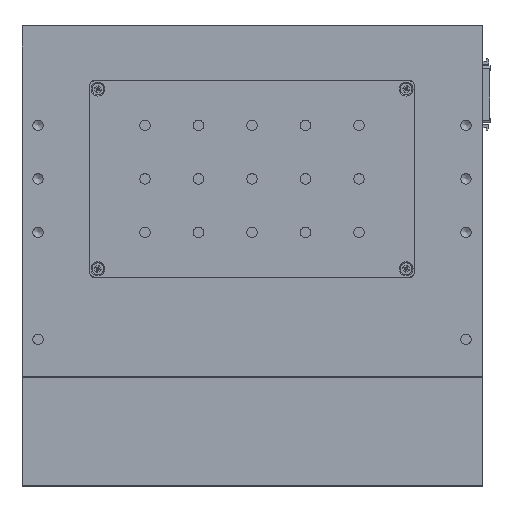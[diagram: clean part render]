
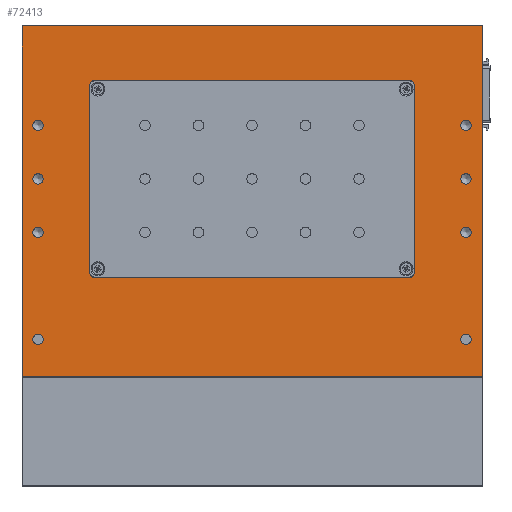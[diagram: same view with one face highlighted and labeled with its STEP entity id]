
A CAD part, top view. The second image highlights one B-rep face of the part: STEP entity #72413.
In plain terms, the highlighted planar face has unit normal (0, 0, 1).
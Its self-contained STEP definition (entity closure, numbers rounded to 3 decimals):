
#3367=FACE_BOUND('',#23936,.T.);
#3368=FACE_BOUND('',#23937,.T.);
#3369=FACE_BOUND('',#23938,.T.);
#3370=FACE_BOUND('',#23939,.T.);
#3371=FACE_BOUND('',#23940,.T.);
#3372=FACE_BOUND('',#23941,.T.);
#3373=FACE_BOUND('',#23942,.T.);
#3374=FACE_BOUND('',#23943,.T.);
#3375=FACE_BOUND('',#23944,.T.);
#8477=LINE('',#127405,#14183);
#8495=LINE('',#127447,#14201);
#8684=LINE('',#128146,#14390);
#8694=LINE('',#128191,#14400);
#8697=LINE('',#128199,#14403);
#8715=LINE('',#128252,#14421);
#8734=LINE('',#128289,#14440);
#8743=LINE('',#128308,#14449);
#14183=VECTOR('',#98508,10.);
#14201=VECTOR('',#98536,10.);
#14390=VECTOR('',#99301,10.);
#14400=VECTOR('',#99341,10.);
#14403=VECTOR('',#99350,10.);
#14421=VECTOR('',#99414,10.);
#14440=VECTOR('',#99445,10.);
#14449=VECTOR('',#99474,10.);
#19544=FACE_OUTER_BOUND('',#23935,.T.);
#23935=EDGE_LOOP('',(#64505,#64506,#64507,#64508));
#23936=EDGE_LOOP('',(#64509));
#23937=EDGE_LOOP('',(#64510));
#23938=EDGE_LOOP('',(#64511));
#23939=EDGE_LOOP('',(#64512));
#23940=EDGE_LOOP('',(#64513));
#23941=EDGE_LOOP('',(#64514));
#23942=EDGE_LOOP('',(#64515));
#23943=EDGE_LOOP('',(#64516));
#23944=EDGE_LOOP('',(#64517,#64518,#64519,#64520,#64521,#64522,#64523,#64524));
#27300=CIRCLE('',#79674,2.459);
#27301=CIRCLE('',#79676,2.459);
#27303=CIRCLE('',#79680,2.459);
#27305=CIRCLE('',#79684,2.459);
#27307=CIRCLE('',#79688,2.459);
#27309=CIRCLE('',#79692,2.459);
#27311=CIRCLE('',#79696,2.459);
#27313=CIRCLE('',#79700,2.459);
#27315=CIRCLE('',#79703,2.5);
#27317=CIRCLE('',#79707,2.5);
#27328=CIRCLE('',#79721,2.5);
#27329=CIRCLE('',#79724,2.5);
#33721=VERTEX_POINT('',#127402);
#33722=VERTEX_POINT('',#127404);
#33741=VERTEX_POINT('',#127445);
#33938=VERTEX_POINT('',#128071);
#33939=VERTEX_POINT('',#128075);
#33942=VERTEX_POINT('',#128084);
#33945=VERTEX_POINT('',#128093);
#33948=VERTEX_POINT('',#128102);
#33951=VERTEX_POINT('',#128111);
#33954=VERTEX_POINT('',#128120);
#33957=VERTEX_POINT('',#128129);
#33960=VERTEX_POINT('',#128136);
#33961=VERTEX_POINT('',#128138);
#33963=VERTEX_POINT('',#128144);
#33966=VERTEX_POINT('',#128151);
#33967=VERTEX_POINT('',#128153);
#33983=VERTEX_POINT('',#128190);
#33984=VERTEX_POINT('',#128194);
#33985=VERTEX_POINT('',#128198);
#34009=VERTEX_POINT('',#128287);
#43863=EDGE_CURVE('',#33722,#33721,#8477,.T.);
#43885=EDGE_CURVE('',#33721,#33741,#8495,.T.);
#44180=EDGE_CURVE('',#33938,#33938,#27300,.T.);
#44182=EDGE_CURVE('',#33939,#33939,#27301,.T.);
#44186=EDGE_CURVE('',#33942,#33942,#27303,.T.);
#44190=EDGE_CURVE('',#33945,#33945,#27305,.T.);
#44194=EDGE_CURVE('',#33948,#33948,#27307,.T.);
#44198=EDGE_CURVE('',#33951,#33951,#27309,.T.);
#44202=EDGE_CURVE('',#33954,#33954,#27311,.T.);
#44206=EDGE_CURVE('',#33957,#33957,#27313,.T.);
#44210=EDGE_CURVE('',#33960,#33961,#27315,.T.);
#44214=EDGE_CURVE('',#33960,#33963,#8684,.T.);
#44217=EDGE_CURVE('',#33966,#33967,#27317,.T.);
#44236=EDGE_CURVE('',#33983,#33967,#8694,.T.);
#44238=EDGE_CURVE('',#33983,#33984,#27328,.T.);
#44240=EDGE_CURVE('',#33985,#33984,#8697,.T.);
#44242=EDGE_CURVE('',#33985,#33963,#27329,.T.);
#44267=EDGE_CURVE('',#33966,#33961,#8715,.T.);
#44286=EDGE_CURVE('',#33741,#34009,#8734,.T.);
#44295=EDGE_CURVE('',#34009,#33722,#8743,.T.);
#64505=ORIENTED_EDGE('',*,*,#43885,.T.);
#64506=ORIENTED_EDGE('',*,*,#44286,.T.);
#64507=ORIENTED_EDGE('',*,*,#44295,.T.);
#64508=ORIENTED_EDGE('',*,*,#43863,.T.);
#64509=ORIENTED_EDGE('',*,*,#44180,.T.);
#64510=ORIENTED_EDGE('',*,*,#44182,.T.);
#64511=ORIENTED_EDGE('',*,*,#44186,.T.);
#64512=ORIENTED_EDGE('',*,*,#44190,.T.);
#64513=ORIENTED_EDGE('',*,*,#44194,.T.);
#64514=ORIENTED_EDGE('',*,*,#44198,.T.);
#64515=ORIENTED_EDGE('',*,*,#44202,.T.);
#64516=ORIENTED_EDGE('',*,*,#44206,.T.);
#64517=ORIENTED_EDGE('',*,*,#44236,.T.);
#64518=ORIENTED_EDGE('',*,*,#44217,.F.);
#64519=ORIENTED_EDGE('',*,*,#44267,.T.);
#64520=ORIENTED_EDGE('',*,*,#44210,.F.);
#64521=ORIENTED_EDGE('',*,*,#44214,.T.);
#64522=ORIENTED_EDGE('',*,*,#44242,.F.);
#64523=ORIENTED_EDGE('',*,*,#44240,.T.);
#64524=ORIENTED_EDGE('',*,*,#44238,.F.);
#68626=PLANE('',#79762);
#72413=ADVANCED_FACE('',(#19544,#3367,#3368,#3369,#3370,#3371,#3372,#3373,
#3374,#3375),#68626,.T.);
#79674=AXIS2_PLACEMENT_3D('',#128072,#99221,#99222);
#79676=AXIS2_PLACEMENT_3D('',#128076,#99226,#99227);
#79680=AXIS2_PLACEMENT_3D('',#128085,#99236,#99237);
#79684=AXIS2_PLACEMENT_3D('',#128094,#99246,#99247);
#79688=AXIS2_PLACEMENT_3D('',#128103,#99256,#99257);
#79692=AXIS2_PLACEMENT_3D('',#128112,#99266,#99267);
#79696=AXIS2_PLACEMENT_3D('',#128121,#99276,#99277);
#79700=AXIS2_PLACEMENT_3D('',#128130,#99286,#99287);
#79703=AXIS2_PLACEMENT_3D('',#128139,#99294,#99295);
#79707=AXIS2_PLACEMENT_3D('',#128154,#99307,#99308);
#79721=AXIS2_PLACEMENT_3D('',#128195,#99345,#99346);
#79724=AXIS2_PLACEMENT_3D('',#128202,#99354,#99355);
#79762=AXIS2_PLACEMENT_3D('',#128309,#99475,#99476);
#98508=DIRECTION('',(0.,-1.,0.));
#98536=DIRECTION('',(1.,0.,0.));
#99221=DIRECTION('center_axis',(0.,0.,
-1.));
#99222=DIRECTION('ref_axis',(-1.,0.,0.));
#99226=DIRECTION('center_axis',(0.,0.,
-1.));
#99227=DIRECTION('ref_axis',(-1.,0.,0.));
#99236=DIRECTION('center_axis',(0.,0.,
-1.));
#99237=DIRECTION('ref_axis',(-1.,0.,0.));
#99246=DIRECTION('center_axis',(0.,0.,
-1.));
#99247=DIRECTION('ref_axis',(-1.,0.,0.));
#99256=DIRECTION('center_axis',(0.,0.,
-1.));
#99257=DIRECTION('ref_axis',(-1.,0.,0.));
#99266=DIRECTION('center_axis',(0.,0.,
-1.));
#99267=DIRECTION('ref_axis',(-1.,0.,0.));
#99276=DIRECTION('center_axis',(0.,0.,
-1.));
#99277=DIRECTION('ref_axis',(-1.,0.,0.));
#99286=DIRECTION('center_axis',(0.,0.,
-1.));
#99287=DIRECTION('ref_axis',(-1.,0.,0.));
#99294=DIRECTION('center_axis',(0.,0.,
1.));
#99295=DIRECTION('ref_axis',(0.707,-0.707,0.));
#99301=DIRECTION('',(-1.,0.,0.));
#99307=DIRECTION('center_axis',(0.,0.,
1.));
#99308=DIRECTION('ref_axis',(0.707,0.707,0.));
#99341=DIRECTION('',(1.,0.,0.));
#99345=DIRECTION('center_axis',(0.,0.,
1.));
#99346=DIRECTION('ref_axis',(-0.707,0.707,0.));
#99350=DIRECTION('',(0.,1.,0.));
#99354=DIRECTION('center_axis',(0.,0.,
1.));
#99355=DIRECTION('ref_axis',(-0.707,-0.707,0.));
#99414=DIRECTION('',(0.,-1.,0.));
#99445=DIRECTION('',(0.,1.,0.));
#99474=DIRECTION('',(-1.,0.,0.));
#99475=DIRECTION('center_axis',(0.,0.,
1.));
#99476=DIRECTION('ref_axis',(-1.,0.,0.));
#127402=CARTESIAN_POINT('',(-69.165,-56.5,24.8));
#127404=CARTESIAN_POINT('',(-69.165,107.5,24.8));
#127405=CARTESIAN_POINT('',(-69.165,-56.5,24.8));
#127445=CARTESIAN_POINT('',(145.835,-56.5,24.8));
#127447=CARTESIAN_POINT('',(145.835,-56.5,24.8));
#128071=CARTESIAN_POINT('',(140.794,-39.,24.8));
#128072=CARTESIAN_POINT('Origin',(138.335,-39.,24.8));
#128075=CARTESIAN_POINT('',(-59.206,-39.,24.8));
#128076=CARTESIAN_POINT('Origin',(-61.665,-39.,24.8));
#128084=CARTESIAN_POINT('',(140.794,61.,24.8));
#128085=CARTESIAN_POINT('Origin',(138.335,61.,24.8));
#128093=CARTESIAN_POINT('',(-59.206,61.,24.8));
#128094=CARTESIAN_POINT('Origin',(-61.665,61.,24.8));
#128102=CARTESIAN_POINT('',(140.794,36.,24.8));
#128103=CARTESIAN_POINT('Origin',(138.335,36.,24.8));
#128111=CARTESIAN_POINT('',(140.794,11.,24.8));
#128112=CARTESIAN_POINT('Origin',(138.335,11.,24.8));
#128120=CARTESIAN_POINT('',(-59.206,11.,24.8));
#128121=CARTESIAN_POINT('Origin',(-61.665,11.,24.8));
#128129=CARTESIAN_POINT('',(-59.206,36.,24.8));
#128130=CARTESIAN_POINT('Origin',(-61.665,36.,24.8));
#128136=CARTESIAN_POINT('',(111.835,-10.,24.8));
#128138=CARTESIAN_POINT('',(114.335,-7.5,24.8));
#128139=CARTESIAN_POINT('Origin',(111.835,-7.5,24.8));
#128144=CARTESIAN_POINT('',(-35.165,-10.,24.8));
#128146=CARTESIAN_POINT('',(76.335,-10.,24.8));
#128151=CARTESIAN_POINT('',(114.335,79.5,24.8));
#128153=CARTESIAN_POINT('',(111.835,82.,24.8));
#128154=CARTESIAN_POINT('Origin',(111.835,79.5,24.8));
#128190=CARTESIAN_POINT('',(-35.165,82.,24.8));
#128191=CARTESIAN_POINT('',(0.335,82.,24.8));
#128194=CARTESIAN_POINT('',(-37.665,79.5,24.8));
#128195=CARTESIAN_POINT('Origin',(-35.165,79.5,24.8));
#128198=CARTESIAN_POINT('',(-37.665,-7.5,24.8));
#128199=CARTESIAN_POINT('',(-37.665,7.75,24.8));
#128202=CARTESIAN_POINT('Origin',(-35.165,-7.5,24.8));
#128252=CARTESIAN_POINT('',(114.335,53.75,24.8));
#128287=CARTESIAN_POINT('',(145.835,107.5,24.8));
#128289=CARTESIAN_POINT('',(145.835,107.5,24.8));
#128308=CARTESIAN_POINT('',(-69.165,107.5,24.8));
#128309=CARTESIAN_POINT('Origin',(38.335,25.5,24.8));
